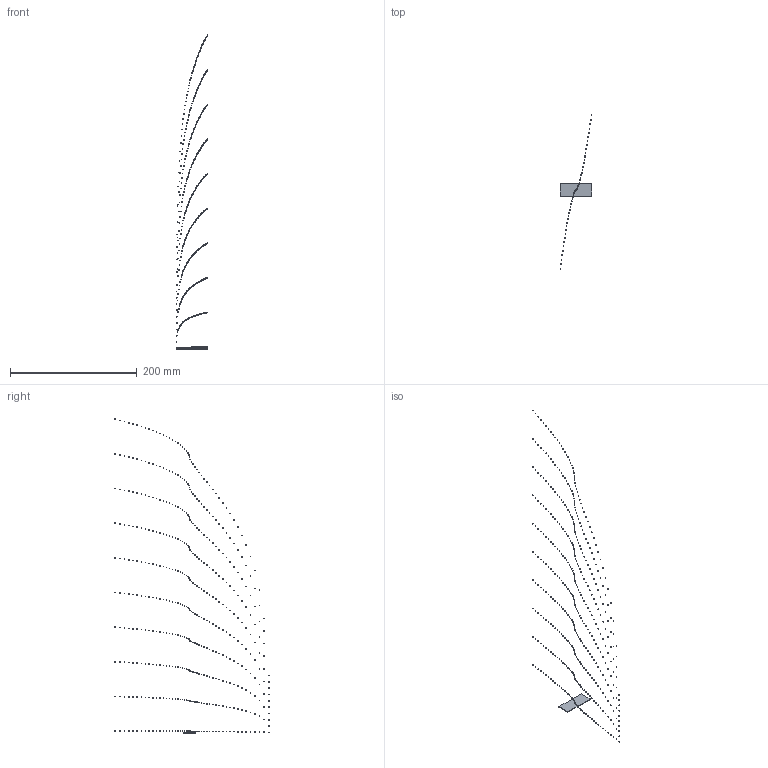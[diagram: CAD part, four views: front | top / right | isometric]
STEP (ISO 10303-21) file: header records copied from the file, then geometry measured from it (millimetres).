
FILE_DESCRIPTION(('Open CASCADE Model'),'2;1');
FILE_NAME('Open CASCADE Shape Model','2024-05-30T15:12:23',('Author'),( 'Open CASCADE'),'Open CASCADE STEP processor 7.7','Open CASCADE 7.7' ,'Unknown');
FILE_SCHEMA(('AUTOMOTIVE_DESIGN { 1 0 10303 214 1 1 1 1 }'));
Length unit declared in the file: millimetre
Products named in the file (502): Open CASCADE STEP translator 7.7 89; Open CASCADE STEP translator 7.7 89.1; Open CASCADE STEP translator 7.7 89.2; Open CASCADE STEP translator 7.7 89.3; Open CASCADE STEP translator 7.7 89.4; Open CASCADE STEP translator 7.7 89.5; Open CASCADE STEP translator 7.7 89.6; Open CASCADE STEP translator 7.7 89.7; Open CASCADE STEP translator 7.7 89.8; Open CASCADE STEP translator 7.7 89.9; Open CASCADE STEP translator 7.7 89.10; Open CASCADE STEP translator 7.7 89.11; Open CASCADE STEP translator 7.7 89.12; Open CASCADE STEP translator 7.7 89.13; Open CASCADE STEP translator 7.7 89.14; Open CASCADE STEP translator 7.7 89.15; Open CASCADE STEP translator 7.7 89.16; Open CASCADE STEP translator 7.7 89.17; Open CASCADE STEP translator 7.7 89.18; Open CASCADE STEP translator 7.7 89.19; Open CASCADE STEP translator 7.7 89.20; Open CASCADE STEP translator 7.7 89.21; Open CASCADE STEP translator 7.7 89.22; Open CASCADE STEP translator 7.7 89.23; Open CASCADE STEP translator 7.7 89.24; Open CASCADE STEP translator 7.7 89.25; Open CASCADE STEP translator 7.7 89.26; Open CASCADE STEP translator 7.7 89.27; Open CASCADE STEP translator 7.7 89.28; Open CASCADE STEP translator 7.7 89.29; Open CASCADE STEP translator 7.7 89.30; Open CASCADE STEP translator 7.7 89.31; Open CASCADE STEP translator 7.7 89.32; Open CASCADE STEP translator 7.7 89.33; Open CASCADE STEP translator 7.7 89.34; Open CASCADE STEP translator 7.7 89.35; Open CASCADE STEP translator 7.7 89.36; Open CASCADE STEP translator 7.7 89.37; Open CASCADE STEP translator 7.7 89.38; Open CASCADE STEP translator 7.7 89.39 ...
Assembly tree (501 placements, depth 2):
  Open CASCADE STEP translator 7.7 89
    Open CASCADE STEP translator 7.7 89.1
    Open CASCADE STEP translator 7.7 89.2
    Open CASCADE STEP translator 7.7 89.3
    Open CASCADE STEP translator 7.7 89.4
    Open CASCADE STEP translator 7.7 89.5
    Open CASCADE STEP translator 7.7 89.6
    Open CASCADE STEP translator 7.7 89.7
    Open CASCADE STEP translator 7.7 89.8
    Open CASCADE STEP translator 7.7 89.9
    Open CASCADE STEP translator 7.7 89.10
    Open CASCADE STEP translator 7.7 89.11
    Open CASCADE STEP translator 7.7 89.12
    Open CASCADE STEP translator 7.7 89.13
    Open CASCADE STEP translator 7.7 89.14
    Open CASCADE STEP translator 7.7 89.15
    Open CASCADE STEP translator 7.7 89.16
    Open CASCADE STEP translator 7.7 89.17
    Open CASCADE STEP translator 7.7 89.18
    Open CASCADE STEP translator 7.7 89.19
    Open CASCADE STEP translator 7.7 89.20
    Open CASCADE STEP translator 7.7 89.21
    Open CASCADE STEP translator 7.7 89.22
    Open CASCADE STEP translator 7.7 89.23
    Open CASCADE STEP translator 7.7 89.24
    Open CASCADE STEP translator 7.7 89.25
    Open CASCADE STEP translator 7.7 89.26
    Open CASCADE STEP translator 7.7 89.27
    Open CASCADE STEP translator 7.7 89.28
    Open CASCADE STEP translator 7.7 89.29
    Open CASCADE STEP translator 7.7 89.30
    Open CASCADE STEP translator 7.7 89.31
    Open CASCADE STEP translator 7.7 89.32
    Open CASCADE STEP translator 7.7 89.33
    Open CASCADE STEP translator 7.7 89.34
    Open CASCADE STEP translator 7.7 89.35
    Open CASCADE STEP translator 7.7 89.36
    Open CASCADE STEP translator 7.7 89.37
    Open CASCADE STEP translator 7.7 89.38
    Open CASCADE STEP translator 7.7 89.39
    Open CASCADE STEP translator 7.7 89.40
    Open CASCADE STEP translator 7.7 89.41
    Open CASCADE STEP translator 7.7 89.42
    Open CASCADE STEP translator 7.7 89.43
    Open CASCADE STEP translator 7.7 89.44
    Open CASCADE STEP translator 7.7 89.45
    Open CASCADE STEP translator 7.7 89.46
    Open CASCADE STEP translator 7.7 89.47
    Open CASCADE STEP translator 7.7 89.48
    Open CASCADE STEP translator 7.7 89.49
    Open CASCADE STEP translator 7.7 89.50
    Open CASCADE STEP translator 7.7 89.51
    Open CASCADE STEP translator 7.7 89.52
    Open CASCADE STEP translator 7.7 89.53
    Open CASCADE STEP translator 7.7 89.54
    Open CASCADE STEP translator 7.7 89.55
    Open CASCADE STEP translator 7.7 89.56
    Open CASCADE STEP translator 7.7 89.57
    Open CASCADE STEP translator 7.7 89.58
    Open CASCADE STEP translator 7.7 89.59
Bounding box: 50.49 x 243.57 x 496.87 mm (x, y, z)
Volume: 1392.7 mm3; surface area: 4496.2 mm2
Topology: 501 solids, 501 shells, 1506 faces, 1512 edges, 1008 vertices
Faces by surface type: plane 1006, cylinder 500
Full cylindrical faces by diameter (mm): 1 x500
Entity records: 55340 total; most frequent: DIRECTION 9552, CARTESIAN_POINT 7552, ORIENTED_EDGE 3024, PCURVE 3024, DEFINITIONAL_REPRESENTATION 3024, AXIS2_PLACEMENT_3D 3008, LINE 2536, VECTOR 2536
